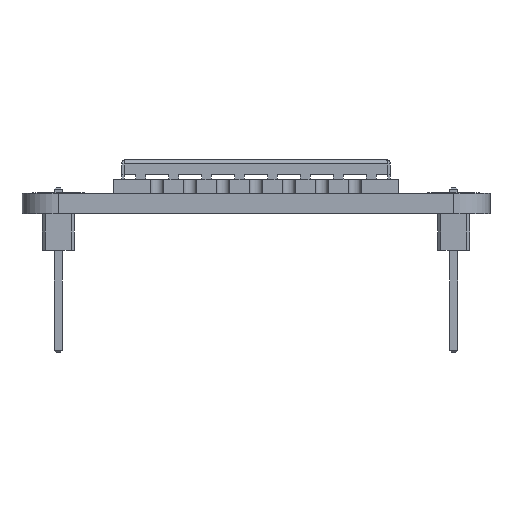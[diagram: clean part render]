
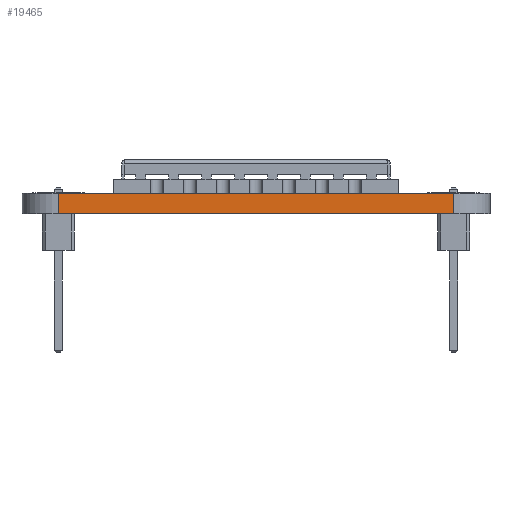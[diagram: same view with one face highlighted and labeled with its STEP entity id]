
A CAD part, front view. The second image highlights one B-rep face of the part: STEP entity #19465.
In plain terms, the highlighted planar face has unit normal (0, -1, 0).
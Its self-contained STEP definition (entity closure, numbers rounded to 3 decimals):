
#912=PLANE('',#20870);
#2155=FACE_OUTER_BOUND('',#3239,.T.);
#3239=EDGE_LOOP('',(#17389,#17390,#17391,#17392));
#5226=LINE('',#32022,#7506);
#5229=LINE('',#32033,#7509);
#5230=LINE('',#32076,#7510);
#5234=LINE('',#32119,#7514);
#7506=VECTOR('',#24994,1.);
#7509=VECTOR('',#25005,1.);
#7510=VECTOR('',#25048,1.);
#7514=VECTOR('',#25092,1.);
#9845=VERTEX_POINT('',#32019);
#9846=VERTEX_POINT('',#32021);
#9850=VERTEX_POINT('',#32031);
#9871=VERTEX_POINT('',#32075);
#12393=EDGE_CURVE('',#9845,#9846,#5226,.T.);
#12399=EDGE_CURVE('',#9845,#9850,#5229,.T.);
#12420=EDGE_CURVE('',#9846,#9871,#5230,.T.);
#12442=EDGE_CURVE('',#9850,#9871,#5234,.T.);
#17389=ORIENTED_EDGE('',*,*,#12393,.F.);
#17390=ORIENTED_EDGE('',*,*,#12399,.T.);
#17391=ORIENTED_EDGE('',*,*,#12442,.T.);
#17392=ORIENTED_EDGE('',*,*,#12420,.F.);
#19465=ADVANCED_FACE('',(#2155),#912,.F.);
#20870=AXIS2_PLACEMENT_3D('',#32118,#25090,#25091);
#24994=DIRECTION('',(0.,0.,1.));
#25005=DIRECTION('',(1.,0.,0.));
#25048=DIRECTION('',(1.,0.,0.));
#25090=DIRECTION('center_axis',(0.,1.,0.));
#25091=DIRECTION('ref_axis',(1.,0.,0.));
#25092=DIRECTION('',(0.,0.,1.));
#32019=CARTESIAN_POINT('',(138.43,-114.554,0.));
#32021=CARTESIAN_POINT('',(138.43,-114.554,1.6));
#32022=CARTESIAN_POINT('',(138.43,-114.554,0.));
#32031=CARTESIAN_POINT('',(168.91,-114.554,0.));
#32033=CARTESIAN_POINT('',(138.43,-114.554,0.));
#32075=CARTESIAN_POINT('',(168.91,-114.554,1.6));
#32076=CARTESIAN_POINT('',(138.43,-114.554,1.6));
#32118=CARTESIAN_POINT('Origin',(138.43,-114.554,0.));
#32119=CARTESIAN_POINT('',(168.91,-114.554,0.));
